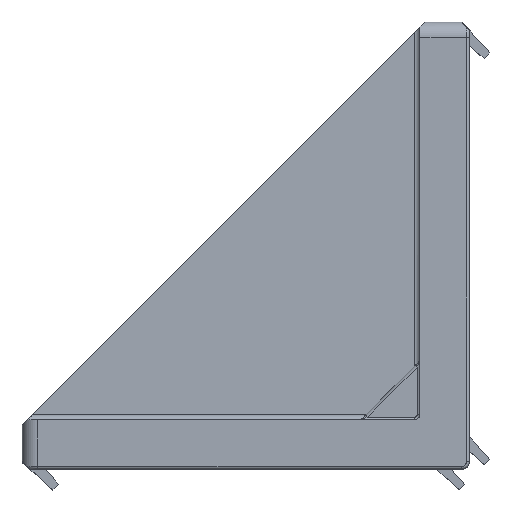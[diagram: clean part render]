
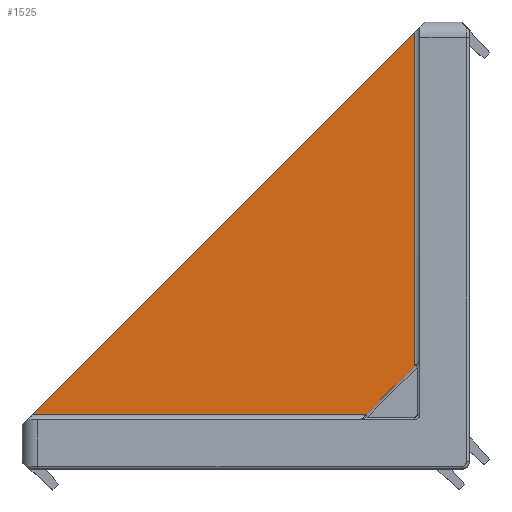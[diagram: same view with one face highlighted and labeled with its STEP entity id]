
A CAD part, top view. The second image highlights one B-rep face of the part: STEP entity #1525.
In plain terms, the highlighted planar face has unit normal (-0.012, 0.012, 1).
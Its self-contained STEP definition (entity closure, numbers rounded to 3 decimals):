
#256 = EDGE_LOOP ( 'NONE', ( #1088, #6942, #1517 ) ) ;
#480 = DIRECTION ( 'NONE',  ( 1., 0., 0.012 ) ) ;
#553 = CARTESIAN_POINT ( 'NONE',  ( -10.5, 10.488, -14.593 ) ) ;
#1088 = ORIENTED_EDGE ( 'NONE', *, *, #7508, .T. ) ;
#1161 = VECTOR ( 'NONE', #9579, 1000. ) ;
#1414 = LINE ( 'NONE', #553, #1161 ) ;
#1517 = ORIENTED_EDGE ( 'NONE', *, *, #2602, .F. ) ;
#1525 = ADVANCED_FACE ( 'NONE', ( #7354 ), #9466, .T. ) ;
#1991 = VERTEX_POINT ( 'NONE', #9187 ) ;
#2023 = LINE ( 'NONE', #3477, #7760 ) ;
#2602 = EDGE_CURVE ( 'NONE', #5670, #1991, #9785, .T. ) ;
#3405 = DIRECTION ( 'NONE',  ( 0., 1., -0.012 ) ) ;
#3477 = CARTESIAN_POINT ( 'NONE',  ( -10.488, 85., -15.512 ) ) ;
#4544 = CARTESIAN_POINT ( 'NONE',  ( -86., 8.5, -15.5 ) ) ;
#5357 = DIRECTION ( 'NONE',  ( -0.012, 0.012, 1. ) ) ;
#5663 = VECTOR ( 'NONE', #8347, 1000. ) ;
#5670 = VERTEX_POINT ( 'NONE', #8544 ) ;
#6133 = CARTESIAN_POINT ( 'NONE',  ( -10.488, 10.488, -14.593 ) ) ;
#6942 = ORIENTED_EDGE ( 'NONE', *, *, #9863, .T. ) ;
#7354 = FACE_OUTER_BOUND ( 'NONE', #256, .T. ) ;
#7504 = CARTESIAN_POINT ( 'NONE',  ( -86., 8.5, -15.5 ) ) ;
#7508 = EDGE_CURVE ( 'NONE', #5670, #9594, #1414, .T. ) ;
#7760 = VECTOR ( 'NONE', #3405, 1000. ) ;
#8347 = DIRECTION ( 'NONE',  ( 0.707, 0.707, 0. ) ) ;
#8544 = CARTESIAN_POINT ( 'NONE',  ( -84.012, 10.488, -15.5 ) ) ;
#9187 = CARTESIAN_POINT ( 'NONE',  ( -10.488, 84.012, -15.5 ) ) ;
#9435 = AXIS2_PLACEMENT_3D ( 'NONE', #4544, #5357, #480 ) ;
#9466 = PLANE ( 'NONE',  #9435 ) ;
#9579 = DIRECTION ( 'NONE',  ( 1., 0., 0.012 ) ) ;
#9594 = VERTEX_POINT ( 'NONE', #6133 ) ;
#9785 = LINE ( 'NONE', #7504, #5663 ) ;
#9863 = EDGE_CURVE ( 'NONE', #9594, #1991, #2023, .T. ) ;
